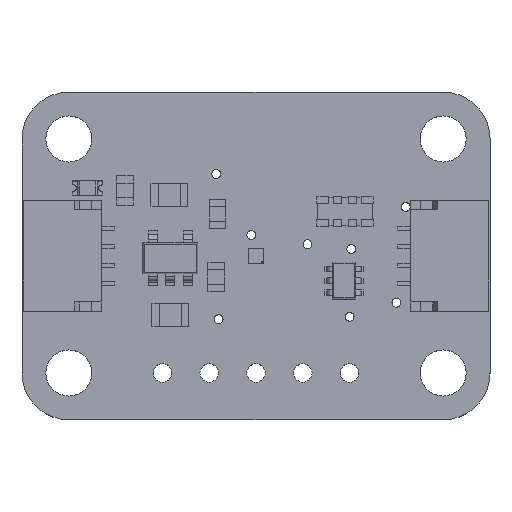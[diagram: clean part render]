
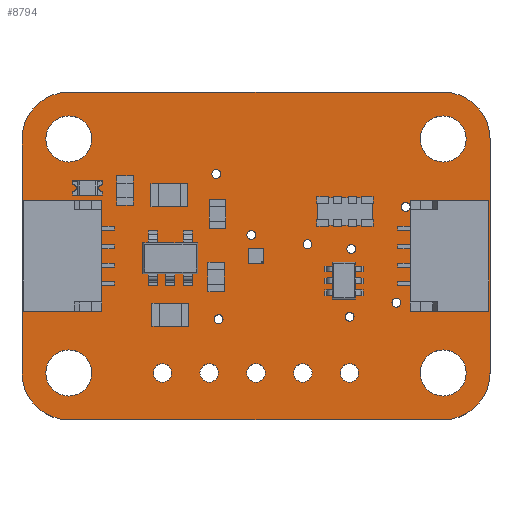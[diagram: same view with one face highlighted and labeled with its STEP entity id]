
A CAD part, top view. The second image highlights one B-rep face of the part: STEP entity #8794.
In plain terms, the highlighted planar face has unit normal (0, 0, 1).
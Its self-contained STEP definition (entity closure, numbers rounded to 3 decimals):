
#116=FACE_BOUND('',#1048,.T.);
#117=FACE_BOUND('',#1049,.T.);
#118=FACE_BOUND('',#1050,.T.);
#119=FACE_BOUND('',#1051,.T.);
#120=FACE_BOUND('',#1052,.T.);
#121=FACE_BOUND('',#1053,.T.);
#122=FACE_BOUND('',#1054,.T.);
#123=FACE_BOUND('',#1055,.T.);
#124=FACE_BOUND('',#1056,.T.);
#125=FACE_BOUND('',#1057,.T.);
#126=FACE_BOUND('',#1058,.T.);
#127=FACE_BOUND('',#1059,.T.);
#128=FACE_BOUND('',#1060,.T.);
#129=FACE_BOUND('',#1061,.T.);
#130=FACE_BOUND('',#1062,.T.);
#131=FACE_BOUND('',#1063,.T.);
#132=FACE_BOUND('',#1064,.T.);
#133=FACE_BOUND('',#1065,.T.);
#134=FACE_BOUND('',#1066,.T.);
#169=PLANE('',#9429);
#579=FACE_OUTER_BOUND('',#1047,.T.);
#1047=EDGE_LOOP('',(#5994,#5995,#5996,#5997,#5998,#5999,#6000,#6001));
#1048=EDGE_LOOP('',(#6002));
#1049=EDGE_LOOP('',(#6003));
#1050=EDGE_LOOP('',(#6004));
#1051=EDGE_LOOP('',(#6005));
#1052=EDGE_LOOP('',(#6006));
#1053=EDGE_LOOP('',(#6007));
#1054=EDGE_LOOP('',(#6008));
#1055=EDGE_LOOP('',(#6009));
#1056=EDGE_LOOP('',(#6010));
#1057=EDGE_LOOP('',(#6011));
#1058=EDGE_LOOP('',(#6012));
#1059=EDGE_LOOP('',(#6013));
#1060=EDGE_LOOP('',(#6014));
#1061=EDGE_LOOP('',(#6015));
#1062=EDGE_LOOP('',(#6016));
#1063=EDGE_LOOP('',(#6017));
#1064=EDGE_LOOP('',(#6018));
#1065=EDGE_LOOP('',(#6019));
#1066=EDGE_LOOP('',(#6020));
#1558=LINE('',#12497,#2631);
#1562=LINE('',#12509,#2635);
#1566=LINE('',#12521,#2639);
#1570=LINE('',#12533,#2643);
#2631=VECTOR('',#10144,10.);
#2635=VECTOR('',#10156,10.);
#2639=VECTOR('',#10168,10.);
#2643=VECTOR('',#10180,10.);
#3684=CIRCLE('',#9358,0.5);
#3686=CIRCLE('',#9361,0.5);
#3688=CIRCLE('',#9364,1.25);
#3690=CIRCLE('',#9367,1.25);
#3692=CIRCLE('',#9370,0.242);
#3694=CIRCLE('',#9373,0.241);
#3696=CIRCLE('',#9376,0.241);
#3698=CIRCLE('',#9379,0.242);
#3700=CIRCLE('',#9382,0.242);
#3702=CIRCLE('',#9385,0.241);
#3704=CIRCLE('',#9388,0.241);
#3706=CIRCLE('',#9391,0.242);
#3708=CIRCLE('',#9394,0.242);
#3710=CIRCLE('',#9397,0.242);
#3712=CIRCLE('',#9400,1.25);
#3714=CIRCLE('',#9403,1.25);
#3716=CIRCLE('',#9406,0.5);
#3718=CIRCLE('',#9409,0.5);
#3720=CIRCLE('',#9412,0.5);
#3722=CIRCLE('',#9416,2.54);
#3724=CIRCLE('',#9420,2.54);
#3726=CIRCLE('',#9424,2.54);
#3728=CIRCLE('',#9428,2.54);
#3838=VERTEX_POINT('',#12379);
#3840=VERTEX_POINT('',#12385);
#3842=VERTEX_POINT('',#12391);
#3844=VERTEX_POINT('',#12397);
#3846=VERTEX_POINT('',#12403);
#3848=VERTEX_POINT('',#12409);
#3850=VERTEX_POINT('',#12415);
#3852=VERTEX_POINT('',#12421);
#3854=VERTEX_POINT('',#12427);
#3856=VERTEX_POINT('',#12433);
#3858=VERTEX_POINT('',#12439);
#3860=VERTEX_POINT('',#12445);
#3862=VERTEX_POINT('',#12451);
#3864=VERTEX_POINT('',#12457);
#3866=VERTEX_POINT('',#12463);
#3868=VERTEX_POINT('',#12469);
#3870=VERTEX_POINT('',#12475);
#3872=VERTEX_POINT('',#12481);
#3874=VERTEX_POINT('',#12487);
#3877=VERTEX_POINT('',#12494);
#3878=VERTEX_POINT('',#12496);
#3880=VERTEX_POINT('',#12502);
#3882=VERTEX_POINT('',#12508);
#3884=VERTEX_POINT('',#12514);
#3886=VERTEX_POINT('',#12520);
#3888=VERTEX_POINT('',#12526);
#3890=VERTEX_POINT('',#12532);
#4653=EDGE_CURVE('',#3838,#3838,#3684,.T.);
#4656=EDGE_CURVE('',#3840,#3840,#3686,.T.);
#4659=EDGE_CURVE('',#3842,#3842,#3688,.T.);
#4662=EDGE_CURVE('',#3844,#3844,#3690,.T.);
#4665=EDGE_CURVE('',#3846,#3846,#3692,.T.);
#4668=EDGE_CURVE('',#3848,#3848,#3694,.T.);
#4671=EDGE_CURVE('',#3850,#3850,#3696,.T.);
#4674=EDGE_CURVE('',#3852,#3852,#3698,.T.);
#4677=EDGE_CURVE('',#3854,#3854,#3700,.T.);
#4680=EDGE_CURVE('',#3856,#3856,#3702,.T.);
#4683=EDGE_CURVE('',#3858,#3858,#3704,.T.);
#4686=EDGE_CURVE('',#3860,#3860,#3706,.T.);
#4689=EDGE_CURVE('',#3862,#3862,#3708,.T.);
#4692=EDGE_CURVE('',#3864,#3864,#3710,.T.);
#4695=EDGE_CURVE('',#3866,#3866,#3712,.T.);
#4698=EDGE_CURVE('',#3868,#3868,#3714,.T.);
#4701=EDGE_CURVE('',#3870,#3870,#3716,.T.);
#4704=EDGE_CURVE('',#3872,#3872,#3718,.T.);
#4707=EDGE_CURVE('',#3874,#3874,#3720,.T.);
#4710=EDGE_CURVE('',#3878,#3877,#1558,.T.);
#4713=EDGE_CURVE('',#3880,#3878,#3722,.T.);
#4716=EDGE_CURVE('',#3882,#3880,#1562,.T.);
#4719=EDGE_CURVE('',#3884,#3882,#3724,.T.);
#4722=EDGE_CURVE('',#3886,#3884,#1566,.T.);
#4725=EDGE_CURVE('',#3888,#3886,#3726,.T.);
#4728=EDGE_CURVE('',#3890,#3888,#1570,.T.);
#4731=EDGE_CURVE('',#3877,#3890,#3728,.T.);
#5994=ORIENTED_EDGE('',*,*,#4731,.T.);
#5995=ORIENTED_EDGE('',*,*,#4728,.T.);
#5996=ORIENTED_EDGE('',*,*,#4725,.T.);
#5997=ORIENTED_EDGE('',*,*,#4722,.T.);
#5998=ORIENTED_EDGE('',*,*,#4719,.T.);
#5999=ORIENTED_EDGE('',*,*,#4716,.T.);
#6000=ORIENTED_EDGE('',*,*,#4713,.T.);
#6001=ORIENTED_EDGE('',*,*,#4710,.T.);
#6002=ORIENTED_EDGE('',*,*,#4653,.T.);
#6003=ORIENTED_EDGE('',*,*,#4656,.T.);
#6004=ORIENTED_EDGE('',*,*,#4659,.T.);
#6005=ORIENTED_EDGE('',*,*,#4662,.T.);
#6006=ORIENTED_EDGE('',*,*,#4665,.T.);
#6007=ORIENTED_EDGE('',*,*,#4668,.T.);
#6008=ORIENTED_EDGE('',*,*,#4671,.T.);
#6009=ORIENTED_EDGE('',*,*,#4674,.T.);
#6010=ORIENTED_EDGE('',*,*,#4677,.T.);
#6011=ORIENTED_EDGE('',*,*,#4680,.T.);
#6012=ORIENTED_EDGE('',*,*,#4683,.T.);
#6013=ORIENTED_EDGE('',*,*,#4686,.T.);
#6014=ORIENTED_EDGE('',*,*,#4689,.T.);
#6015=ORIENTED_EDGE('',*,*,#4692,.T.);
#6016=ORIENTED_EDGE('',*,*,#4695,.T.);
#6017=ORIENTED_EDGE('',*,*,#4698,.T.);
#6018=ORIENTED_EDGE('',*,*,#4701,.T.);
#6019=ORIENTED_EDGE('',*,*,#4704,.T.);
#6020=ORIENTED_EDGE('',*,*,#4707,.T.);
#8794=ADVANCED_FACE('',(#579,#116,#117,#118,#119,#120,#121,#122,#123,#124,
#125,#126,#127,#128,#129,#130,#131,#132,#133,#134),#169,.T.);
#9358=AXIS2_PLACEMENT_3D('',#12381,#10012,#10013);
#9361=AXIS2_PLACEMENT_3D('',#12387,#10019,#10020);
#9364=AXIS2_PLACEMENT_3D('',#12393,#10026,#10027);
#9367=AXIS2_PLACEMENT_3D('',#12399,#10033,#10034);
#9370=AXIS2_PLACEMENT_3D('',#12405,#10040,#10041);
#9373=AXIS2_PLACEMENT_3D('',#12411,#10047,#10048);
#9376=AXIS2_PLACEMENT_3D('',#12417,#10054,#10055);
#9379=AXIS2_PLACEMENT_3D('',#12423,#10061,#10062);
#9382=AXIS2_PLACEMENT_3D('',#12429,#10068,#10069);
#9385=AXIS2_PLACEMENT_3D('',#12435,#10075,#10076);
#9388=AXIS2_PLACEMENT_3D('',#12441,#10082,#10083);
#9391=AXIS2_PLACEMENT_3D('',#12447,#10089,#10090);
#9394=AXIS2_PLACEMENT_3D('',#12453,#10096,#10097);
#9397=AXIS2_PLACEMENT_3D('',#12459,#10103,#10104);
#9400=AXIS2_PLACEMENT_3D('',#12465,#10110,#10111);
#9403=AXIS2_PLACEMENT_3D('',#12471,#10117,#10118);
#9406=AXIS2_PLACEMENT_3D('',#12477,#10124,#10125);
#9409=AXIS2_PLACEMENT_3D('',#12483,#10131,#10132);
#9412=AXIS2_PLACEMENT_3D('',#12489,#10138,#10139);
#9416=AXIS2_PLACEMENT_3D('',#12503,#10150,#10151);
#9420=AXIS2_PLACEMENT_3D('',#12515,#10162,#10163);
#9424=AXIS2_PLACEMENT_3D('',#12527,#10174,#10175);
#9428=AXIS2_PLACEMENT_3D('',#12537,#10186,#10187);
#9429=AXIS2_PLACEMENT_3D('',#12538,#10188,#10189);
#10012=DIRECTION('center_axis',(0.,0.,-1.));
#10013=DIRECTION('ref_axis',(1.,0.,0.));
#10019=DIRECTION('center_axis',(0.,0.,-1.));
#10020=DIRECTION('ref_axis',(1.,0.,0.));
#10026=DIRECTION('center_axis',(0.,0.,-1.));
#10027=DIRECTION('ref_axis',(1.,0.,0.));
#10033=DIRECTION('center_axis',(0.,0.,-1.));
#10034=DIRECTION('ref_axis',(1.,0.,0.));
#10040=DIRECTION('center_axis',(0.,0.,-1.));
#10041=DIRECTION('ref_axis',(1.,0.,0.));
#10047=DIRECTION('center_axis',(0.,0.,-1.));
#10048=DIRECTION('ref_axis',(1.,0.,0.));
#10054=DIRECTION('center_axis',(0.,0.,-1.));
#10055=DIRECTION('ref_axis',(1.,0.,0.));
#10061=DIRECTION('center_axis',(0.,0.,-1.));
#10062=DIRECTION('ref_axis',(1.,0.,0.));
#10068=DIRECTION('center_axis',(0.,0.,-1.));
#10069=DIRECTION('ref_axis',(1.,0.,0.));
#10075=DIRECTION('center_axis',(0.,0.,-1.));
#10076=DIRECTION('ref_axis',(1.,0.,0.));
#10082=DIRECTION('center_axis',(0.,0.,-1.));
#10083=DIRECTION('ref_axis',(1.,0.,0.));
#10089=DIRECTION('center_axis',(0.,0.,-1.));
#10090=DIRECTION('ref_axis',(1.,0.,0.));
#10096=DIRECTION('center_axis',(0.,0.,-1.));
#10097=DIRECTION('ref_axis',(1.,0.,0.));
#10103=DIRECTION('center_axis',(0.,0.,-1.));
#10104=DIRECTION('ref_axis',(1.,0.,0.));
#10110=DIRECTION('center_axis',(0.,0.,-1.));
#10111=DIRECTION('ref_axis',(1.,0.,0.));
#10117=DIRECTION('center_axis',(0.,0.,-1.));
#10118=DIRECTION('ref_axis',(1.,0.,0.));
#10124=DIRECTION('center_axis',(0.,0.,-1.));
#10125=DIRECTION('ref_axis',(1.,0.,0.));
#10131=DIRECTION('center_axis',(0.,0.,-1.));
#10132=DIRECTION('ref_axis',(1.,0.,0.));
#10138=DIRECTION('center_axis',(0.,0.,-1.));
#10139=DIRECTION('ref_axis',(1.,0.,0.));
#10144=DIRECTION('',(-1.,0.,0.));
#10150=DIRECTION('center_axis',(0.,0.,1.));
#10151=DIRECTION('ref_axis',(1.,0.,0.));
#10156=DIRECTION('',(0.,1.,0.));
#10162=DIRECTION('center_axis',(0.,0.,1.));
#10163=DIRECTION('ref_axis',(0.,-1.,0.));
#10168=DIRECTION('',(1.,0.,0.));
#10174=DIRECTION('center_axis',(0.,0.,1.));
#10175=DIRECTION('ref_axis',(-1.,0.,0.));
#10180=DIRECTION('',(0.,-1.,0.));
#10186=DIRECTION('center_axis',(0.,0.,1.));
#10187=DIRECTION('ref_axis',(0.,1.,0.));
#10188=DIRECTION('center_axis',(0.,0.,1.));
#10189=DIRECTION('ref_axis',(1.,0.,0.));
#12379=CARTESIAN_POINT('',(14.74,2.54,1.57));
#12381=CARTESIAN_POINT('Origin',(15.24,2.54,1.57));
#12385=CARTESIAN_POINT('',(9.66,2.54,1.57));
#12387=CARTESIAN_POINT('Origin',(10.16,2.54,1.57));
#12391=CARTESIAN_POINT('',(21.61,2.54,1.57));
#12393=CARTESIAN_POINT('Origin',(22.86,2.54,1.57));
#12397=CARTESIAN_POINT('',(21.61,15.24,1.57));
#12399=CARTESIAN_POINT('Origin',(22.86,15.24,1.57));
#12403=CARTESIAN_POINT('',(12.205,10.033,1.57));
#12405=CARTESIAN_POINT('Origin',(12.446,10.033,1.57));
#12409=CARTESIAN_POINT('',(17.539,5.588,1.57));
#12411=CARTESIAN_POINT('Origin',(17.78,5.588,1.57));
#12415=CARTESIAN_POINT('',(17.634,9.271,1.57));
#12417=CARTESIAN_POINT('Origin',(17.875,9.271,1.57));
#12421=CARTESIAN_POINT('',(3.061,9.398,1.57));
#12423=CARTESIAN_POINT('Origin',(3.302,9.398,1.57));
#12427=CARTESIAN_POINT('',(10.427,5.461,1.57));
#12429=CARTESIAN_POINT('Origin',(10.668,5.461,1.57));
#12433=CARTESIAN_POINT('',(10.3,13.335,1.57));
#12435=CARTESIAN_POINT('Origin',(10.541,13.335,1.57));
#12439=CARTESIAN_POINT('',(20.079,6.35,1.57));
#12441=CARTESIAN_POINT('Origin',(20.32,6.35,1.57));
#12445=CARTESIAN_POINT('',(20.587,11.557,1.57));
#12447=CARTESIAN_POINT('Origin',(20.828,11.557,1.57));
#12451=CARTESIAN_POINT('',(15.253,9.525,1.57));
#12453=CARTESIAN_POINT('Origin',(15.494,9.525,1.57));
#12457=CARTESIAN_POINT('',(21.667,10.287,1.57));
#12459=CARTESIAN_POINT('Origin',(21.908,10.287,1.57));
#12463=CARTESIAN_POINT('',(1.29,15.24,1.57));
#12465=CARTESIAN_POINT('Origin',(2.54,15.24,1.57));
#12469=CARTESIAN_POINT('',(1.29,2.54,1.57));
#12471=CARTESIAN_POINT('Origin',(2.54,2.54,1.57));
#12475=CARTESIAN_POINT('',(7.12,2.54,1.57));
#12477=CARTESIAN_POINT('Origin',(7.62,2.54,1.57));
#12481=CARTESIAN_POINT('',(12.2,2.54,1.57));
#12483=CARTESIAN_POINT('Origin',(12.7,2.54,1.57));
#12487=CARTESIAN_POINT('',(17.28,2.54,1.57));
#12489=CARTESIAN_POINT('Origin',(17.78,2.54,1.57));
#12494=CARTESIAN_POINT('',(2.54,17.78,1.57));
#12496=CARTESIAN_POINT('',(22.86,17.78,1.57));
#12497=CARTESIAN_POINT('',(22.86,17.78,1.57));
#12502=CARTESIAN_POINT('',(25.4,15.24,1.57));
#12503=CARTESIAN_POINT('Origin',(22.86,15.24,1.57));
#12508=CARTESIAN_POINT('',(25.4,2.54,1.57));
#12509=CARTESIAN_POINT('',(25.4,2.54,1.57));
#12514=CARTESIAN_POINT('',(22.86,0.,1.57));
#12515=CARTESIAN_POINT('Origin',(22.86,2.54,1.57));
#12520=CARTESIAN_POINT('',(2.54,0.,1.57));
#12521=CARTESIAN_POINT('',(2.54,0.,1.57));
#12526=CARTESIAN_POINT('',(0.,2.54,1.57));
#12527=CARTESIAN_POINT('Origin',(2.54,2.54,1.57));
#12532=CARTESIAN_POINT('',(0.,15.24,1.57));
#12533=CARTESIAN_POINT('',(0.,15.24,1.57));
#12537=CARTESIAN_POINT('Origin',(2.54,15.24,1.57));
#12538=CARTESIAN_POINT('Origin',(12.7,8.89,1.57));
